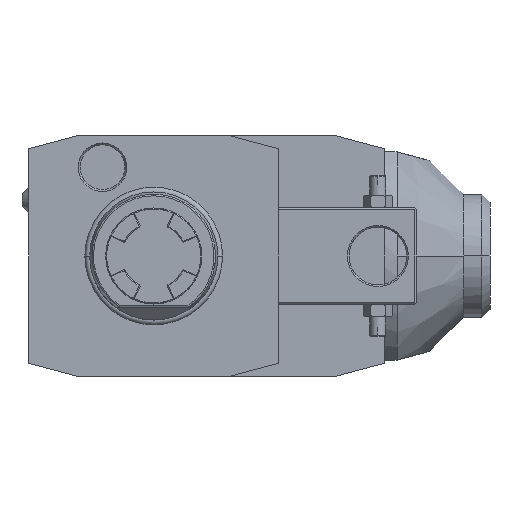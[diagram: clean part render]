
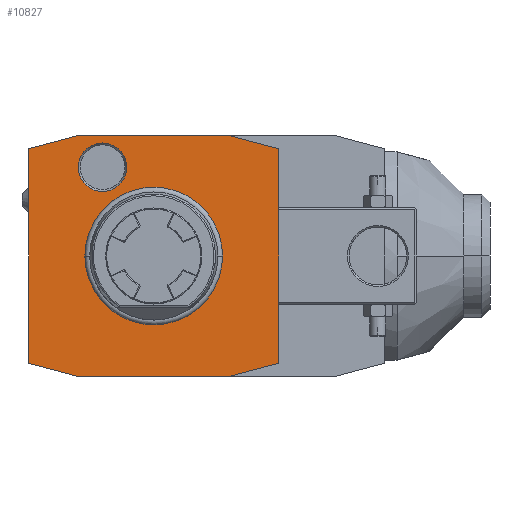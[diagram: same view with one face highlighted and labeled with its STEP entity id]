
A CAD part, front view. The second image highlights one B-rep face of the part: STEP entity #10827.
In plain terms, the highlighted planar face has unit normal (0, -1, 0).
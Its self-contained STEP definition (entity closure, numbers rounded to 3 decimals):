
#1=DIRECTION('',(1.,0.,0.));
#2=VECTOR('',#1,48.);
#3=CARTESIAN_POINT('',(-24.,0.,-37.5));
#4=LINE('',#3,#2);
#5=DIRECTION('',(0.966,0.,-0.259));
#6=VECTOR('',#5,15.529);
#7=CARTESIAN_POINT('',(-39.,0.,-33.481));
#8=LINE('',#7,#6);
#9=DIRECTION('',(0.,0.,-1.));
#10=VECTOR('',#9,66.962);
#11=CARTESIAN_POINT('',(-39.,0.,33.481));
#12=LINE('',#11,#10);
#13=DIRECTION('',(-0.966,0.,-0.259));
#14=VECTOR('',#13,15.529);
#15=CARTESIAN_POINT('',(-24.,0.,37.5));
#16=LINE('',#15,#14);
#17=DIRECTION('',(-1.,0.,0.));
#18=VECTOR('',#17,48.);
#19=CARTESIAN_POINT('',(24.,0.,37.5));
#20=LINE('',#19,#18);
#21=DIRECTION('',(-0.966,0.,0.259));
#22=VECTOR('',#21,15.529);
#23=CARTESIAN_POINT('',(39.,0.,33.481));
#24=LINE('',#23,#22);
#25=DIRECTION('',(0.,0.,1.));
#26=VECTOR('',#25,66.962);
#27=CARTESIAN_POINT('',(39.,0.,-33.481));
#28=LINE('',#27,#26);
#29=DIRECTION('',(0.966,0.,0.259));
#30=VECTOR('',#29,15.529);
#31=CARTESIAN_POINT('',(24.,0.,-37.5));
#32=LINE('',#31,#30);
#33=CARTESIAN_POINT('',(-16.,0.,27.713));
#34=DIRECTION('',(0.,1.,0.));
#35=DIRECTION('',(1.,0.,0.));
#36=AXIS2_PLACEMENT_3D('',#33,#34,#35);
#38=CARTESIAN_POINT('',(-16.,0.,27.713));
#39=DIRECTION('',(0.,1.,0.));
#40=DIRECTION('',(-1.,0.,0.));
#41=AXIS2_PLACEMENT_3D('',#38,#39,#40);
#7666=CARTESIAN_POINT('',(0.,0.,0.));
#7667=DIRECTION('',(0.,-1.,0.));
#7668=DIRECTION('',(1.,0.,0.));
#7669=AXIS2_PLACEMENT_3D('',#7666,#7667,#7668);
#7671=CARTESIAN_POINT('',(0.,0.,0.));
#7672=DIRECTION('',(0.,-1.,0.));
#7673=DIRECTION('',(-1.,0.,0.));
#7674=AXIS2_PLACEMENT_3D('',#7671,#7672,#7673);
#9663=CARTESIAN_POINT('',(-8.423,0.,27.713));
#9664=CARTESIAN_POINT('',(-23.577,0.,27.713));
#9665=VERTEX_POINT('',#9663);
#9666=VERTEX_POINT('',#9664);
#10557=CARTESIAN_POINT('',(-24.,0.,-37.5));
#10558=CARTESIAN_POINT('',(24.,0.,-37.5));
#10559=VERTEX_POINT('',#10557);
#10560=VERTEX_POINT('',#10558);
#10561=CARTESIAN_POINT('',(39.,0.,-33.481));
#10562=VERTEX_POINT('',#10561);
#10563=CARTESIAN_POINT('',(39.,0.,33.481));
#10564=VERTEX_POINT('',#10563);
#10565=CARTESIAN_POINT('',(24.,0.,37.5));
#10566=VERTEX_POINT('',#10565);
#10567=CARTESIAN_POINT('',(-24.,0.,37.5));
#10568=VERTEX_POINT('',#10567);
#10569=CARTESIAN_POINT('',(-39.,0.,33.481));
#10570=VERTEX_POINT('',#10569);
#10571=CARTESIAN_POINT('',(-39.,0.,-33.481));
#10572=VERTEX_POINT('',#10571);
#10640=CARTESIAN_POINT('',(21.137,0.,0.));
#10641=CARTESIAN_POINT('',(-21.137,0.,0.));
#10642=VERTEX_POINT('',#10640);
#10643=VERTEX_POINT('',#10641);
#10792=CARTESIAN_POINT('',(0.,0.,0.));
#10793=DIRECTION('',(0.,-1.,0.));
#10794=DIRECTION('',(-1.,0.,0.));
#10795=AXIS2_PLACEMENT_3D('',#10792,#10793,#10794);
#10796=PLANE('',#10795);
#10798=ORIENTED_EDGE('',*,*,#10797,.F.);
#10800=ORIENTED_EDGE('',*,*,#10799,.F.);
#10802=ORIENTED_EDGE('',*,*,#10801,.F.);
#10804=ORIENTED_EDGE('',*,*,#10803,.F.);
#10806=ORIENTED_EDGE('',*,*,#10805,.F.);
#10808=ORIENTED_EDGE('',*,*,#10807,.F.);
#10810=ORIENTED_EDGE('',*,*,#10809,.F.);
#10812=ORIENTED_EDGE('',*,*,#10811,.F.);
#10813=EDGE_LOOP('',(#10798,#10800,#10802,#10804,#10806,#10808,#10810,#10812));
#10814=FACE_OUTER_BOUND('',#10813,.F.);
#10816=ORIENTED_EDGE('',*,*,#10815,.T.);
#10818=ORIENTED_EDGE('',*,*,#10817,.T.);
#10819=EDGE_LOOP('',(#10816,#10818));
#10820=FACE_BOUND('',#10819,.F.);
#10822=ORIENTED_EDGE('',*,*,#10821,.F.);
#10824=ORIENTED_EDGE('',*,*,#10823,.F.);
#10825=EDGE_LOOP('',(#10822,#10824));
#10826=FACE_BOUND('',#10825,.F.);
#37=CIRCLE('',#36,7.577);
#42=CIRCLE('',#41,7.577);
#7670=CIRCLE('',#7669,21.137);
#7675=CIRCLE('',#7674,21.137);
#10797=EDGE_CURVE('',#10559,#10560,#4,.T.);
#10799=EDGE_CURVE('',#10572,#10559,#8,.T.);
#10801=EDGE_CURVE('',#10570,#10572,#12,.T.);
#10803=EDGE_CURVE('',#10568,#10570,#16,.T.);
#10805=EDGE_CURVE('',#10566,#10568,#20,.T.);
#10807=EDGE_CURVE('',#10564,#10566,#24,.T.);
#10809=EDGE_CURVE('',#10562,#10564,#28,.T.);
#10811=EDGE_CURVE('',#10560,#10562,#32,.T.);
#10815=EDGE_CURVE('',#10642,#10643,#7670,.T.);
#10817=EDGE_CURVE('',#10643,#10642,#7675,.T.);
#10821=EDGE_CURVE('',#9665,#9666,#37,.T.);
#10823=EDGE_CURVE('',#9666,#9665,#42,.T.);
#10827=ADVANCED_FACE('',(#10814,#10820,#10826),#10796,.T.);
